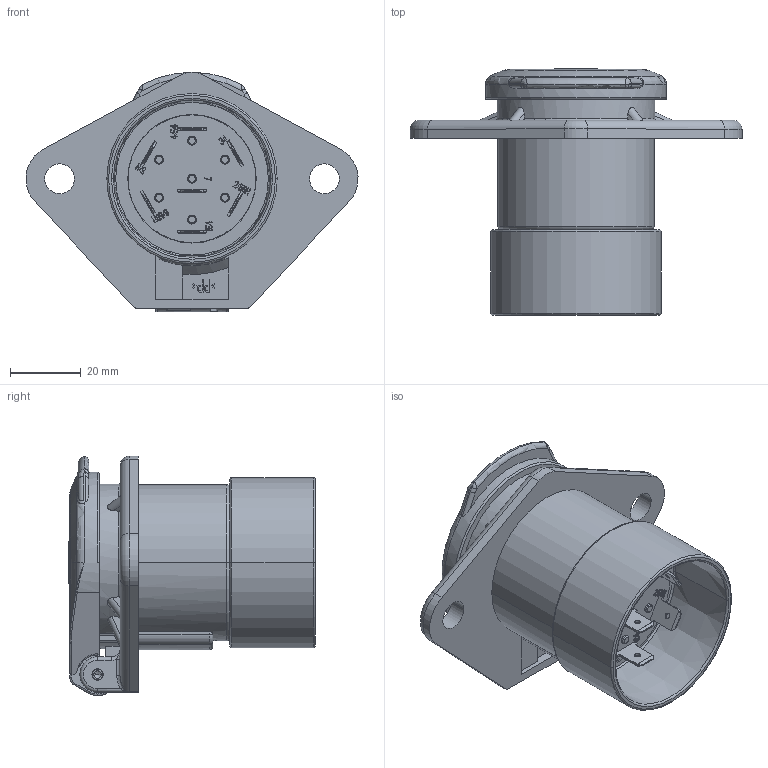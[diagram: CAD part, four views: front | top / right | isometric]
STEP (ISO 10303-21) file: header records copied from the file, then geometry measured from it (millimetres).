
FILE_DESCRIPTION((''),'2;1');
FILE_NAME('111011_SW0001','2020-12-04T14:46:44',('teru'),(''),'CREO PARAMETRIC BY PTC INC, 2017380','CREO PARAMETRIC BY PTC INC, 2017380','');
FILE_SCHEMA(('CONFIG_CONTROL_DESIGN'));
Length unit declared in the file: millimetre
Products named in the file (1): 111011_SW0001
Bounding box: 93.54 x 69.4 x 67.54 mm (x, y, z)
Volume: 103318.6 mm3; surface area: 30267.2 mm2
Topology: 2 solids, 2 shells, 1504 faces, 4110 edges, 2657 vertices
Faces by surface type: plane 1033, cylinder 282, torus 125, bspline 32, cone 26, sphere 6
Entity records: 50697 total; most frequent: CARTESIAN_POINT 12846, ORIENTED_EDGE 8212, DIRECTION 7326, EDGE_CURVE 4106, VECTOR 3110, LINE 3110, VERTEX_POINT 2657, AXIS2_PLACEMENT_3D 2108
